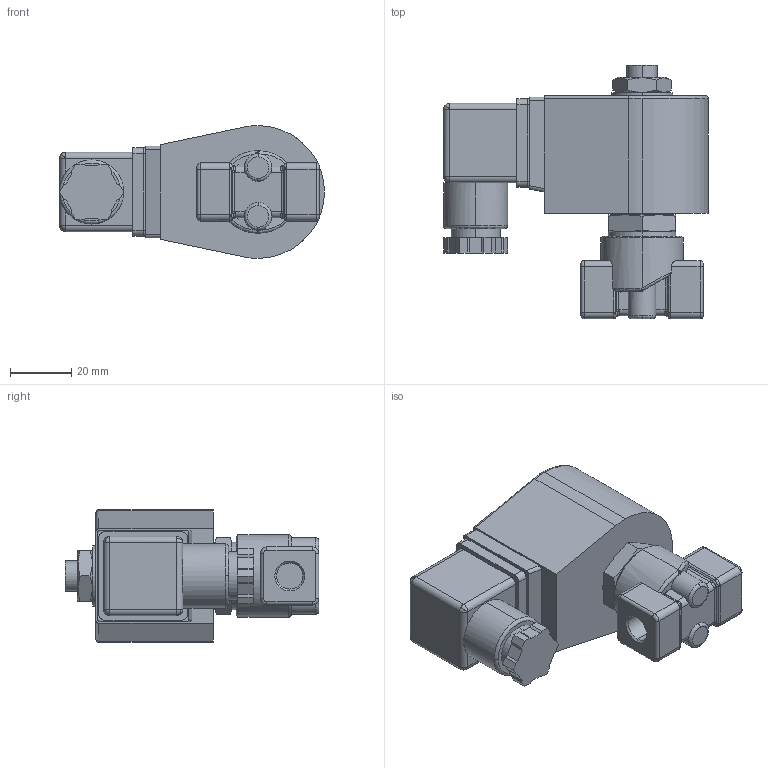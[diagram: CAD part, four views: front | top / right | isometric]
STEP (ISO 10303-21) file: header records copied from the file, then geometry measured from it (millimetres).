
FILE_DESCRIPTION (( 'STEP AP203' ), '1' );
FILE_NAME ('219 G18 DN2_2,5_3.STEP', '2019-04-03T13:23:54', ( 'rv' ), ( 'Hewlett-Packard Company' ), 'SwSTEP 2.0', 'SolidWorks 2015', '' );
FILE_SCHEMA (( 'CONFIG_CONTROL_DESIGN' ));
Length unit declared in the file: millimetre
Products named in the file (1): 219 G18 DN2_2,5_3
Bounding box: 86.75 x 83 x 43.5 mm (x, y, z)
Volume: 129523.4 mm3; surface area: 20959.4 mm2
Topology: 1 solids, 3 shells, 280 faces, 706 edges, 430 vertices
Faces by surface type: plane 105, cylinder 87, bspline 58, cone 27, torus 3
Entity records: 10455 total; most frequent: CARTESIAN_POINT 4349, ORIENTED_EDGE 1384, DIRECTION 1090, EDGE_CURVE 692, VERTEX_POINT 430, AXIS2_PLACEMENT_3D 398, VECTOR 294, EDGE_LOOP 294
